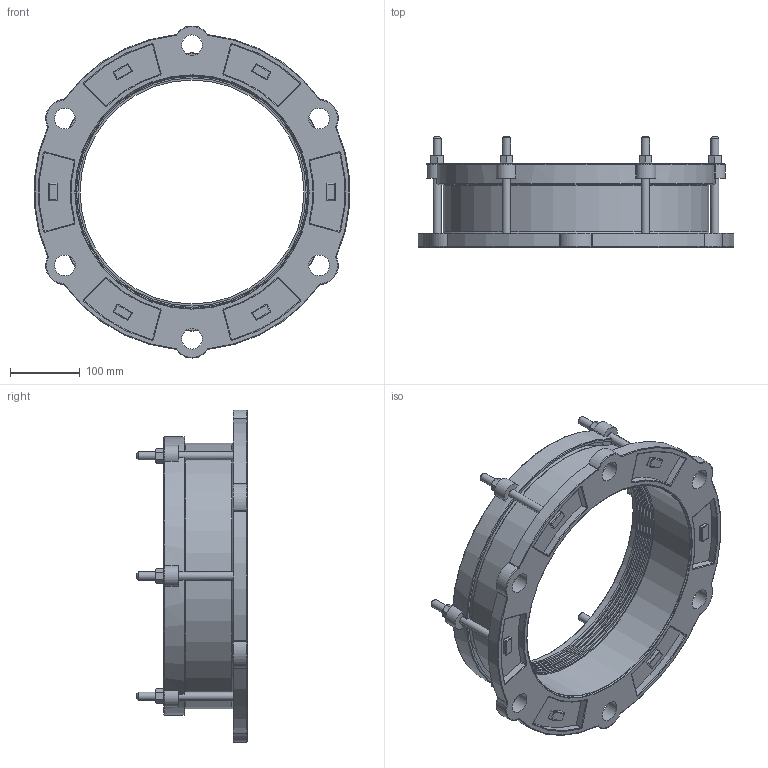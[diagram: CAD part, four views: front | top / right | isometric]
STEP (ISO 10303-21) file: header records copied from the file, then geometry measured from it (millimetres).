
FILE_DESCRIPTION(/* description */ (''),/* implementation_level */ '2;1');
FILE_NAME(/* name */ 'DN300_3D_STEP.stp',/* time_stamp */ '2024-04-17T12:44:14+03:00',/* author */ ('igorr'),/* organization */ (''),/* preprocessor_version */ 'ST-DEVELOPER v19.2',/* originating_system */ 'Autodesk Inventor 2023',/* authorisation */ '');
FILE_SCHEMA (('AUTOMOTIVE_DESIGN { 1 0 10303 214 3 1 1 }'));
Length unit declared in the file: millimetre
Products named in the file (3): Сборка; Деталь; ANSI B18.2.4.2M - M12x1,75
Assembly tree (7 placements, depth 2):
  Сборка
    Деталь
    ANSI B18.2.4.2M - M12x1,75  x6
Bounding box: 453.39 x 159 x 477.37 mm (x, y, z)
Volume: 4218499.4 mm3; surface area: 623161.9 mm2
Topology: 7 solids, 7 shells, 791 faces, 1932 edges, 1191 vertices
Faces by surface type: plane 250, cylinder 208, bspline 107, torus 93, cone 93, sphere 40
Full cylindrical faces by diameter (mm): 10.106 x6, 11.762 x12, 12 x6, 29.76 x6, 322 x5, 328 x5, 332 x2, 362 x1, 382 x1
Entity records: 22347 total; most frequent: CARTESIAN_POINT 5733, ORIENTED_EDGE 3364, DIRECTION 3233, EDGE_CURVE 1682, AXIS2_PLACEMENT_3D 1250, VERTEX_POINT 1046, EDGE_LOOP 744, LINE 733
